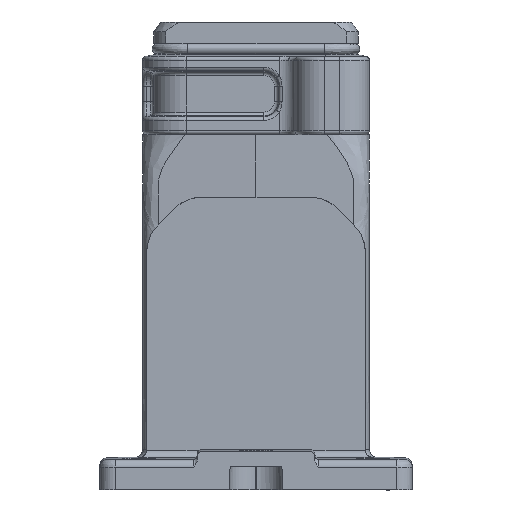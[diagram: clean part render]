
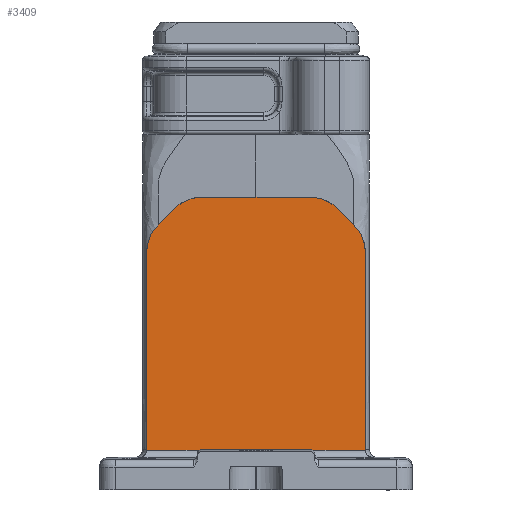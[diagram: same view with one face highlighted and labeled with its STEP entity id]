
A CAD part, left-side view. The second image highlights one B-rep face of the part: STEP entity #3409.
In plain terms, the highlighted planar face has unit normal (-1, 0, 0).
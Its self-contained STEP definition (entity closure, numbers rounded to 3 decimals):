
#2371=FACE_OUTER_BOUND('',#5760,.T.);
#2711=ELLIPSE('',#19892,2.,2.);
#2712=ELLIPSE('',#19897,2.,2.);
#2713=ELLIPSE('',#19898,1.,1.);
#2714=ELLIPSE('',#19899,1.,1.);
#3409=ADVANCED_FACE('',(#2371),#4059,.F.);
#4059=PLANE('',#19900);
#4713=CIRCLE('',#19893,10.);
#4714=CIRCLE('',#19894,10.);
#4715=CIRCLE('',#19895,10.);
#4716=CIRCLE('',#19896,10.);
#5760=EDGE_LOOP('',(#9656,#9657,#9658,#9659,#9660,#9661,#9662,#9663,#9664,
#9665,#9666,#9667,#9668,#9669,#9670,#9671));
#9656=ORIENTED_EDGE('',*,*,#14513,.T.);
#9657=ORIENTED_EDGE('',*,*,#14503,.F.);
#9658=ORIENTED_EDGE('',*,*,#14514,.T.);
#9659=ORIENTED_EDGE('',*,*,#14505,.F.);
#9660=ORIENTED_EDGE('',*,*,#14515,.T.);
#9661=ORIENTED_EDGE('',*,*,#14511,.F.);
#9662=ORIENTED_EDGE('',*,*,#14516,.T.);
#9663=ORIENTED_EDGE('',*,*,#14517,.F.);
#9664=ORIENTED_EDGE('',*,*,#14518,.T.);
#9665=ORIENTED_EDGE('',*,*,#14519,.F.);
#9666=ORIENTED_EDGE('',*,*,#14520,.T.);
#9667=ORIENTED_EDGE('',*,*,#14521,.T.);
#9668=ORIENTED_EDGE('',*,*,#14522,.T.);
#9669=ORIENTED_EDGE('',*,*,#14212,.T.);
#9670=ORIENTED_EDGE('',*,*,#14523,.T.);
#9671=ORIENTED_EDGE('',*,*,#14524,.T.);
#12090=VERTEX_POINT('',#31379);
#12091=VERTEX_POINT('',#31380);
#12291=VERTEX_POINT('',#32611);
#12292=VERTEX_POINT('',#32613);
#12293=VERTEX_POINT('',#32617);
#12294=VERTEX_POINT('',#32618);
#12297=VERTEX_POINT('',#32630);
#12298=VERTEX_POINT('',#32632);
#12299=VERTEX_POINT('',#32636);
#12300=VERTEX_POINT('',#32640);
#12301=VERTEX_POINT('',#32642);
#12302=VERTEX_POINT('',#32644);
#12303=VERTEX_POINT('',#32646);
#12304=VERTEX_POINT('',#32648);
#12305=VERTEX_POINT('',#32650);
#12306=VERTEX_POINT('',#32653);
#14212=EDGE_CURVE('',#12090,#12091,#16077,.T.);
#14503=EDGE_CURVE('',#12291,#12292,#16235,.T.);
#14505=EDGE_CURVE('',#12293,#12294,#16237,.T.);
#14511=EDGE_CURVE('',#12297,#12298,#16242,.T.);
#14513=EDGE_CURVE('',#12299,#12292,#2711,.T.);
#14514=EDGE_CURVE('',#12291,#12294,#4713,.T.);
#14515=EDGE_CURVE('',#12293,#12298,#4714,.T.);
#14516=EDGE_CURVE('',#12297,#12300,#4715,.T.);
#14517=EDGE_CURVE('',#12301,#12300,#16244,.T.);
#14518=EDGE_CURVE('',#12301,#12302,#4716,.T.);
#14519=EDGE_CURVE('',#12303,#12302,#16245,.T.);
#14520=EDGE_CURVE('',#12303,#12304,#2712,.T.);
#14521=EDGE_CURVE('',#12304,#12305,#16246,.T.);
#14522=EDGE_CURVE('',#12305,#12090,#2713,.T.);
#14523=EDGE_CURVE('',#12091,#12306,#2714,.T.);
#14524=EDGE_CURVE('',#12306,#12299,#16247,.T.);
#16077=LINE('',#31378,#17586);
#16235=LINE('',#32612,#17744);
#16237=LINE('',#32616,#17746);
#16242=LINE('',#32631,#17751);
#16244=LINE('',#32641,#17753);
#16245=LINE('',#32645,#17754);
#16246=LINE('',#32649,#17755);
#16247=LINE('',#32654,#17756);
#17586=VECTOR('',#23359,1.);
#17744=VECTOR('',#23835,1.);
#17746=VECTOR('',#23839,1.);
#17751=VECTOR('',#23846,1.);
#17753=VECTOR('',#23858,1.);
#17754=VECTOR('',#23861,1.);
#17755=VECTOR('',#23864,1.);
#17756=VECTOR('',#23869,1.);
#19892=AXIS2_PLACEMENT_3D('',#32635,#23850,#23851);
#19893=AXIS2_PLACEMENT_3D('',#32637,#23852,#23853);
#19894=AXIS2_PLACEMENT_3D('',#32638,#23854,#23855);
#19895=AXIS2_PLACEMENT_3D('',#32639,#23856,#23857);
#19896=AXIS2_PLACEMENT_3D('',#32643,#23859,#23860);
#19897=AXIS2_PLACEMENT_3D('',#32647,#23862,#23863);
#19898=AXIS2_PLACEMENT_3D('',#32651,#23865,#23866);
#19899=AXIS2_PLACEMENT_3D('',#32652,#23867,#23868);
#19900=AXIS2_PLACEMENT_3D('',#32655,#23870,#23871);
#23359=DIRECTION('',(0.,-1.,0.));
#23835=DIRECTION('',(0.,0.,-1.));
#23839=DIRECTION('',(0.,-0.707,-0.707));
#23846=DIRECTION('',(0.,-1.,0.));
#23850=DIRECTION('',(1.,0.,0.));
#23851=DIRECTION('',(0.,0.,1.));
#23852=DIRECTION('',(-1.,0.,0.));
#23853=DIRECTION('',(0.,-1.,0.));
#23854=DIRECTION('',(-1.,0.,0.));
#23855=DIRECTION('',(0.,-1.,0.));
#23856=DIRECTION('',(-1.,0.,0.));
#23857=DIRECTION('',(0.,1.,0.));
#23858=DIRECTION('',(0.,-0.707,0.707));
#23859=DIRECTION('',(-1.,0.,0.));
#23860=DIRECTION('',(0.,1.,0.));
#23861=DIRECTION('',(0.,0.,1.));
#23862=DIRECTION('',(1.,0.,0.));
#23863=DIRECTION('',(0.,0.,1.));
#23864=DIRECTION('',(0.,-1.,0.));
#23865=DIRECTION('',(1.,0.,0.));
#23866=DIRECTION('',(0.,0.,-1.));
#23867=DIRECTION('',(1.,0.,0.));
#23868=DIRECTION('',(0.,0.,-1.));
#23869=DIRECTION('',(0.,-1.,0.));
#23870=DIRECTION('',(1.,0.,0.));
#23871=DIRECTION('',(0.,-1.,0.));
#31378=CARTESIAN_POINT('',(-66.1,-15.,-80.7));
#31379=CARTESIAN_POINT('',(-66.1,14.,-80.7));
#31380=CARTESIAN_POINT('',(-66.1,-14.,-80.7));
#32611=CARTESIAN_POINT('',(-66.1,-28.,-30.142));
#32612=CARTESIAN_POINT('',(-66.1,-28.,-84.));
#32613=CARTESIAN_POINT('',(-66.1,-28.,-80.718));
#32616=CARTESIAN_POINT('',(-66.1,-28.,-26.));
#32617=CARTESIAN_POINT('',(-66.1,-20.929,-18.929));
#32618=CARTESIAN_POINT('',(-66.1,-25.071,-23.071));
#32630=CARTESIAN_POINT('',(-66.1,13.858,-16.));
#32631=CARTESIAN_POINT('',(-66.1,-18.,-16.));
#32632=CARTESIAN_POINT('',(-66.1,-13.858,-16.));
#32635=CARTESIAN_POINT('',(-66.1,-30.,-80.718));
#32636=CARTESIAN_POINT('',(-66.1,-28.,-80.753));
#32637=CARTESIAN_POINT('',(-66.1,-18.,-30.142));
#32638=CARTESIAN_POINT('',(-66.1,-13.858,-26.));
#32639=CARTESIAN_POINT('',(-66.1,13.858,-26.));
#32640=CARTESIAN_POINT('',(-66.1,20.929,-18.929));
#32641=CARTESIAN_POINT('',(-66.1,28.,-26.));
#32642=CARTESIAN_POINT('',(-66.1,25.071,-23.071));
#32643=CARTESIAN_POINT('',(-66.1,18.,-30.142));
#32644=CARTESIAN_POINT('',(-66.1,28.,-30.142));
#32645=CARTESIAN_POINT('',(-66.1,28.,-84.));
#32646=CARTESIAN_POINT('',(-66.1,28.,-80.718));
#32647=CARTESIAN_POINT('',(-66.1,30.,-80.718));
#32648=CARTESIAN_POINT('',(-66.1,28.,-80.753));
#32649=CARTESIAN_POINT('',(-66.1,28.,-80.753));
#32650=CARTESIAN_POINT('',(-66.1,14.321,-80.753));
#32651=CARTESIAN_POINT('',(-66.1,14.,-81.7));
#32652=CARTESIAN_POINT('',(-66.1,-14.,-81.7));
#32653=CARTESIAN_POINT('',(-66.1,-14.321,-80.753));
#32654=CARTESIAN_POINT('',(-66.1,-28.,-80.753));
#32655=CARTESIAN_POINT('',(-66.1,-28.,-84.));
